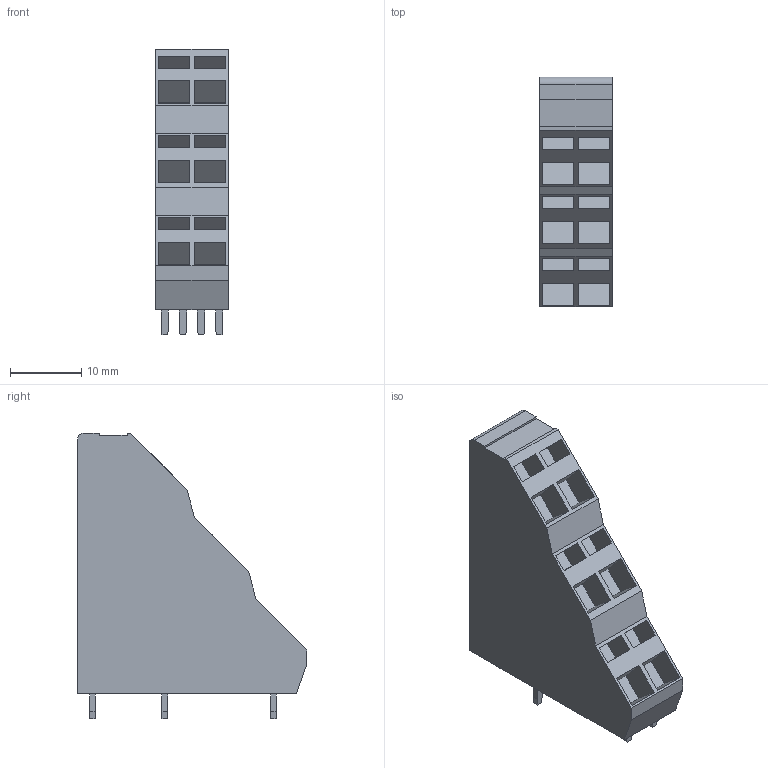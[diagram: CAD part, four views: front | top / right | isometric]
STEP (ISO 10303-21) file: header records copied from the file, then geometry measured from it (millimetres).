
FILE_DESCRIPTION(('CATIA V5 STEP Exchange','CAx-IF Rec.Pracs.--- Model Styling and Organization---1.2---2011-12-15'),'2;1');
FILE_NAME ('D1455659_0_1764910000_1764910000.stp','2018-09-07T08:41:46+00:00',('none'),('Weidmueller'),'CATIA Version 5-6 Release 2014','CATIA V5 STEP AP214','none');
FILE_SCHEMA(('AUTOMOTIVE_DESIGN { 1 0 10303 214 1 1 1 1 }'));
Length unit declared in the file: millimetre
Products named in the file (1): 1764910000
Bounding box: 10.16 x 32.2 x 40.1 mm (x, y, z)
Volume: 7466.5 mm3; surface area: 3631.8 mm2
Topology: 7 solids, 7 shells, 125 faces, 321 edges, 222 vertices
Faces by surface type: plane 124, cylinder 1
Entity records: 3475 total; most frequent: ORIENTED_EDGE 642, CARTESIAN_POINT 610, DIRECTION 453, EDGE_CURVE 321, VECTOR 319, LINE 319, VERTEX_POINT 222, EDGE_LOOP 137
